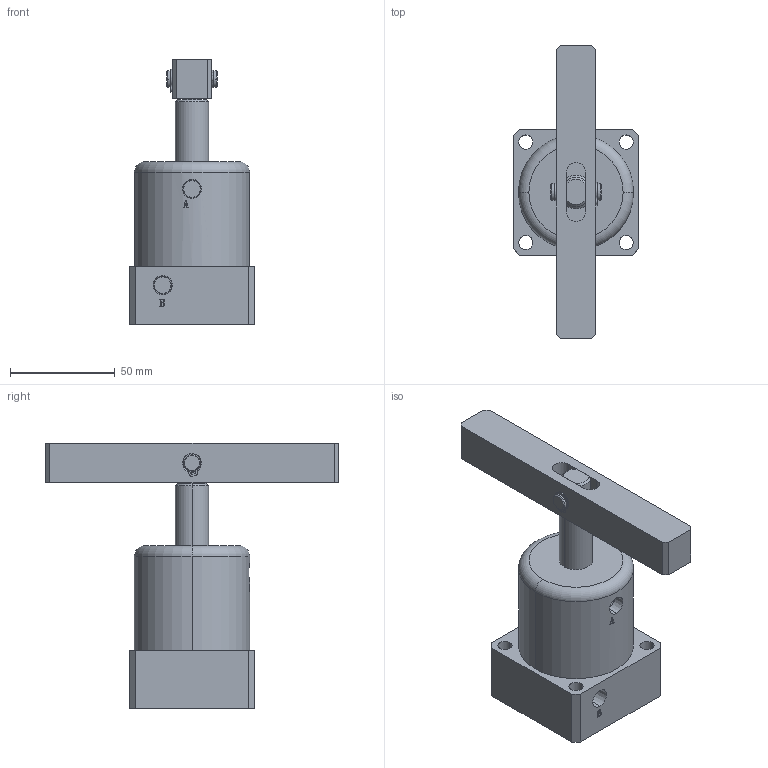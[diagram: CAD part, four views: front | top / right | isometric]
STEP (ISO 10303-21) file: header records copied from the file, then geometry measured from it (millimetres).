
FILE_DESCRIPTION (( 'STEP AP203' ), '1' );
FILE_NAME ('HASC-40D.STEP', '2019-10-14T10:14:32', ( '微软用户' ), ( '微软中国' ), 'SwSTEP 2.0', 'SolidWorks 2012', '' );
FILE_SCHEMA (( 'CONFIG_CONTROL_DESIGN' ));
Length unit declared in the file: millimetre
Products named in the file (6): HASC-40掛极; HASC-40D活塞杆; HASC-40D邧揤旋; HASC-40D种; circlips for shaft--type a small gb_GB_CONNECTING_PIECE_RING_RRA 7; HASC-40D
Assembly tree (6 placements, depth 2):
  HASC-40D
    HASC-40掛极
    HASC-40D活塞杆
    HASC-40D邧揤旋
    HASC-40D种
    circlips for shaft--type a small gb_GB_CONNECTING_PIECE_RING_RRA 7  x2
Bounding box: 60 x 140 x 127 mm (x, y, z)
Volume: 233450.2 mm3; surface area: 53310.6 mm2
Topology: 6 solids, 6 shells, 201 faces, 496 edges, 324 vertices
Faces by surface type: plane 90, cylinder 73, cone 16, bspline 16, torus 6
Entity records: 6785 total; most frequent: CARTESIAN_POINT 1851, DIRECTION 894, ORIENTED_EDGE 878, EDGE_CURVE 439, AXIS2_PLACEMENT_3D 327, VERTEX_POINT 286, LINE 240, VECTOR 240
